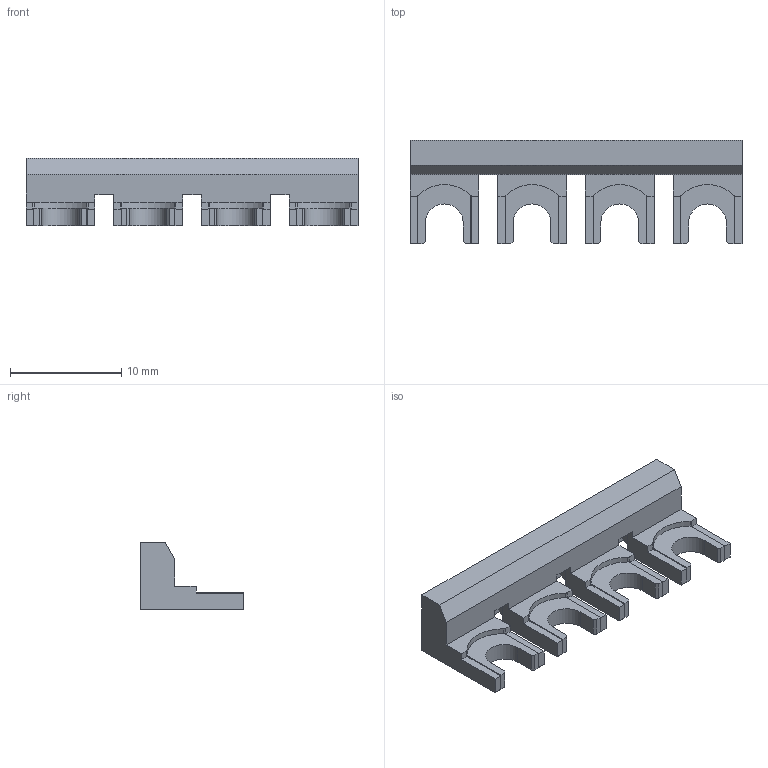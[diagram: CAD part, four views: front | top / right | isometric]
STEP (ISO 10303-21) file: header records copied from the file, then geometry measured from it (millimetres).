
FILE_DESCRIPTION(('CATIA V5R22 STEP214','CAx-IF Rec.Pracs.--- Model Styling and Organization---1.4--- 2014-01-23'),'2;1');
FILE_NAME ('016847-5_1', '2021-12-07T13:33:39+00:00', ('Weidmueller Interface'), ('Weidmueller'), 'CATIA Version 5-6 Release 2016 SP3 HF44', 'CATIA V5 STEP AP214', 'none');
FILE_SCHEMA(('AUTOMOTIVE_DESIGN { 1 0 10303 214 1 1 1 1 }'));
Length unit declared in the file: millimetre
Products named in the file (1): WKB 1/4_AllCATPart
Bounding box: 29.9 x 9.35 x 6.1 mm (x, y, z)
Volume: 649.8 mm3; surface area: 1419.5 mm2
Topology: 5 solids, 5 shells, 167 faces, 469 edges, 312 vertices
Faces by surface type: plane 143, cylinder 24
Entity records: 4867 total; most frequent: ORIENTED_EDGE 938, CARTESIAN_POINT 910, DIRECTION 610, EDGE_CURVE 469, VECTOR 390, LINE 390, VERTEX_POINT 312, ADVANCED_FACE 167
